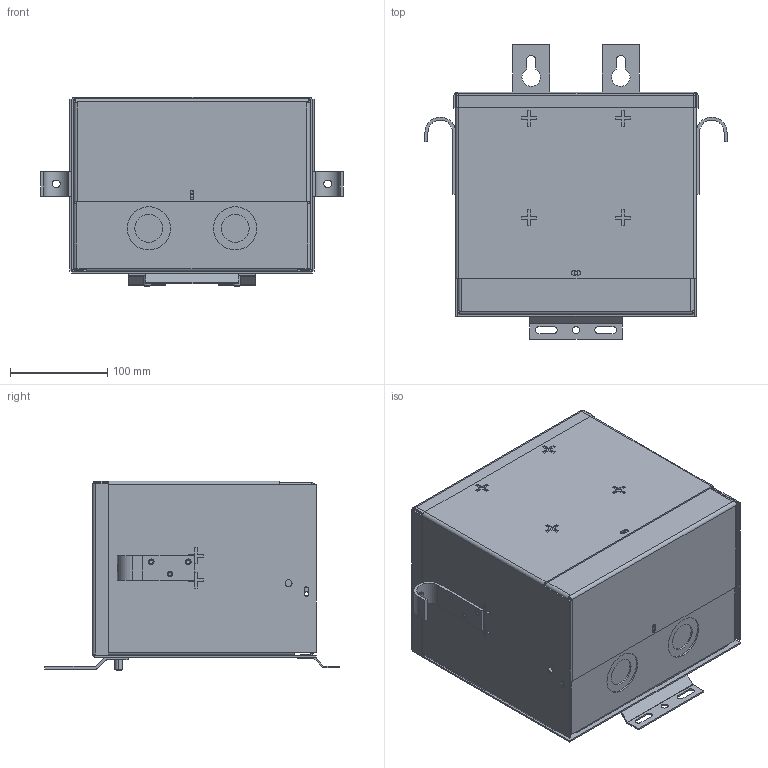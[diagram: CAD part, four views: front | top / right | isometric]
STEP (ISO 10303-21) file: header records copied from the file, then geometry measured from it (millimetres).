
FILE_DESCRIPTION (( 'STEP AP214' ), '1' );
FILE_NAME ('T2A795161S.step', '2018-04-25T20:35:54', ( '' ), ( '' ), 'SwSTEP 2.0', 'SolidWorks 2017', '' );
FILE_SCHEMA (( 'AUTOMOTIVE_DESIGN' ));
Length unit declared in the file: inch
Products named in the file (1): T2A795161S
Bounding box: 310.64 x 302.99 x 195.41 mm (x, y, z)
Volume: 524113.5 mm3; surface area: 662078.3 mm2
Topology: 9 solids, 9 shells, 621 faces, 1592 edges, 1036 vertices
Faces by surface type: plane 405, cylinder 144, cone 40, bspline 32
Entity records: 30509 total; most frequent: CARTESIAN_POINT 7102, ORIENTED_EDGE 3184, DIRECTION 3024, EDGE_CURVE 1592, VECTOR 1204, LINE 1204, VERTEX_POINT 1036, AXIS2_PLACEMENT_3D 910
